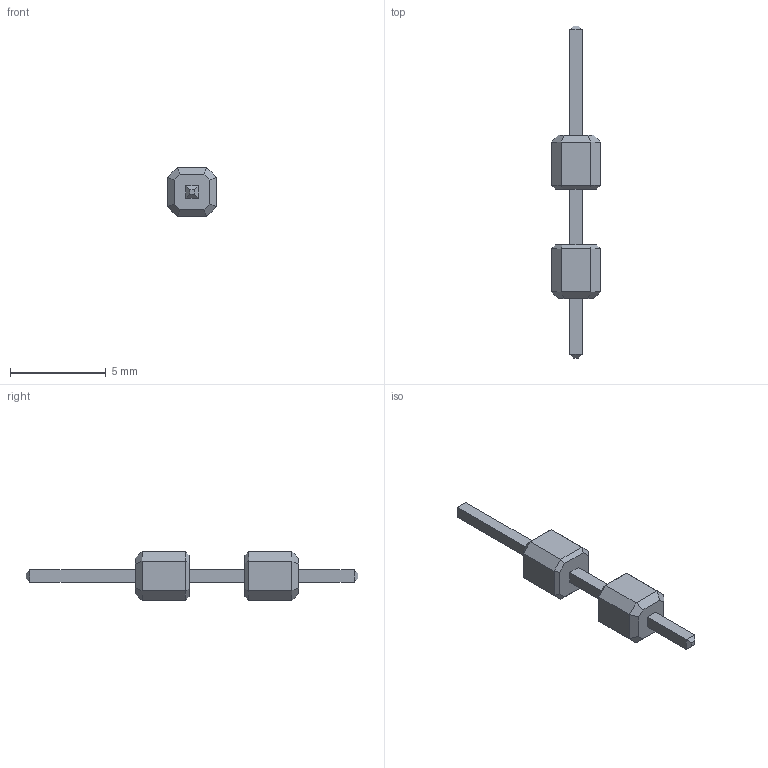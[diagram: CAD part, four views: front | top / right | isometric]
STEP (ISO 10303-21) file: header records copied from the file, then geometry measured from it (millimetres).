
FILE_DESCRIPTION (( 'STEP AP214' ), '1' );
FILE_NAME ('Socket_PIN_Dist_1x.STEP', '2011-09-13T10:22:27', ( 'Master' ), ( '' ), 'SwSTEP 2.0', 'SolidWorks 2010', '' );
FILE_SCHEMA (( 'AUTOMOTIVE_DESIGN' ));
Length unit declared in the file: millimetre
Products named in the file (1): Socket_PIN_Dist_1x
Bounding box: 2.54 x 17.3 x 2.54 mm (x, y, z)
Volume: 36.5 mm3; surface area: 95.9 mm2
Topology: 1 solids, 1 shells, 74 faces, 164 edges, 96 vertices
Faces by surface type: plane 74
Entity records: 2554 total; most frequent: CARTESIAN_POINT 335, ORIENTED_EDGE 328, DIRECTION 314, EDGE_CURVE 164, LINE 164, VECTOR 164, VERTEX_POINT 96, EDGE_LOOP 78
